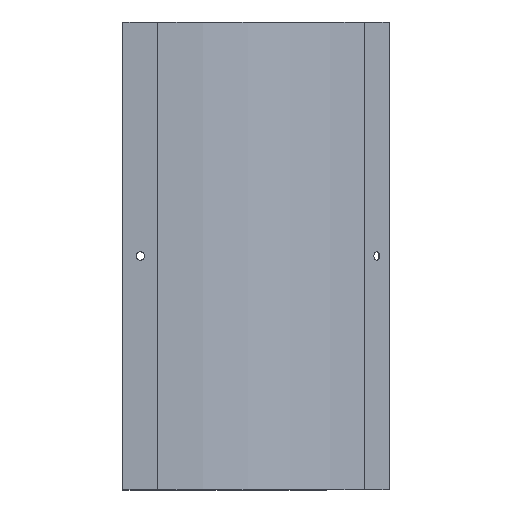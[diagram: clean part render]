
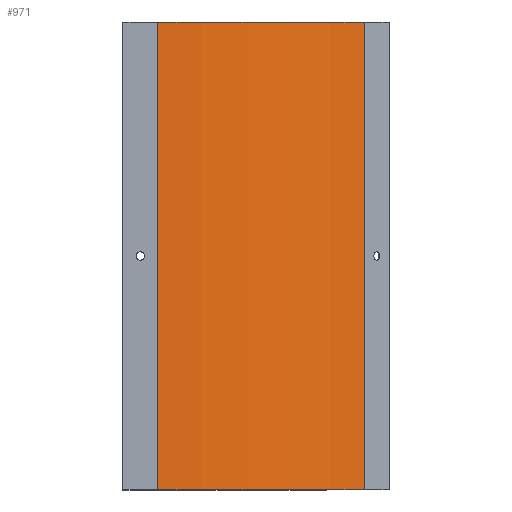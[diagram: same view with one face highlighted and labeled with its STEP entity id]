
A CAD part, front view. The second image highlights one B-rep face of the part: STEP entity #971.
In plain terms, the highlighted cylindrical face has radius 250 mm (diameter 500 mm), a partial arc.
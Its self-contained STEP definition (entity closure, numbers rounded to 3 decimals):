
#15 = VERTEX_POINT ( 'NONE', #1019 ) ;
#17 = VERTEX_POINT ( 'NONE', #1014 ) ;
#48 = VERTEX_POINT ( 'NONE', #1215 ) ;
#163 = ORIENTED_EDGE ( 'NONE', *, *, #950, .T. ) ;
#164 = ORIENTED_EDGE ( 'NONE', *, *, #953, .F. ) ;
#165 = ORIENTED_EDGE ( 'NONE', *, *, #573, .F. ) ;
#166 = ORIENTED_EDGE ( 'NONE', *, *, #952, .T. ) ;
#244 = EDGE_LOOP ( 'NONE', ( #166, #165, #164, #163 ) ) ;
#573 = EDGE_CURVE ( 'NONE', #48, #769, #1561, .T. ) ;
#769 = VERTEX_POINT ( 'NONE', #1151 ) ;
#843 = DIRECTION ( 'NONE',  ( 1., 0., 0. ) ) ;
#844 = DIRECTION ( 'NONE',  ( 0., 0., 1. ) ) ;
#845 = CARTESIAN_POINT ( 'NONE',  ( 29.792, 150., 0.8 ) ) ;
#850 = DIRECTION ( 'NONE',  ( 1., 0., 0. ) ) ;
#851 = DIRECTION ( 'NONE',  ( 0., 0., 1. ) ) ;
#852 = CARTESIAN_POINT ( 'NONE',  ( 29.792, 150., -399.2 ) ) ;
#855 = CARTESIAN_POINT ( 'NONE',  ( 29.792, -100., 0.8 ) ) ;
#860 = DIRECTION ( 'NONE',  ( 0., 0., -1. ) ) ;
#950 = EDGE_CURVE ( 'NONE', #17, #15, #1627, .T. ) ;
#952 = EDGE_CURVE ( 'NONE', #15, #769, #1632, .T. ) ;
#953 = EDGE_CURVE ( 'NONE', #17, #48, #1634, .T. ) ;
#971 = ADVANCED_FACE ( 'NONE', ( #1657 ), #1661, .T. ) ;
#1014 = CARTESIAN_POINT ( 'NONE',  ( 29.792, -100., 0.8 ) ) ;
#1019 = CARTESIAN_POINT ( 'NONE',  ( 29.792, -100., -399.2 ) ) ;
#1151 = CARTESIAN_POINT ( 'NONE',  ( 206.569, -26.777, -399.2 ) ) ;
#1189 = DIRECTION ( 'NONE',  ( 0., 0., -1. ) ) ;
#1193 = CARTESIAN_POINT ( 'NONE',  ( 206.569, -26.777, 0.8 ) ) ;
#1215 = CARTESIAN_POINT ( 'NONE',  ( 206.569, -26.777, 0.8 ) ) ;
#1275 = AXIS2_PLACEMENT_3D ( 'NONE', #1431, #1519, #1514 ) ;
#1284 = AXIS2_PLACEMENT_3D ( 'NONE', #845, #844, #843 ) ;
#1285 = AXIS2_PLACEMENT_3D ( 'NONE', #852, #851, #850 ) ;
#1431 = CARTESIAN_POINT ( 'NONE',  ( 29.792, 150., 0.8 ) ) ;
#1514 = DIRECTION ( 'NONE',  ( -1., 0., 0. ) ) ;
#1519 = DIRECTION ( 'NONE',  ( 0., 0., -1. ) ) ;
#1561 = LINE ( 'NONE', #1193, #1564 ) ;
#1564 = VECTOR ( 'NONE', #1189, 1000. ) ;
#1627 = LINE ( 'NONE', #855, #1629 ) ;
#1629 = VECTOR ( 'NONE', #860, 1000. ) ;
#1632 = CIRCLE ( 'NONE', #1285, 250. ) ;
#1634 = CIRCLE ( 'NONE', #1284, 250. ) ;
#1657 = FACE_OUTER_BOUND ( 'NONE', #244, .T. ) ;
#1661 = CYLINDRICAL_SURFACE ( 'NONE', #1275, 250. ) ;
